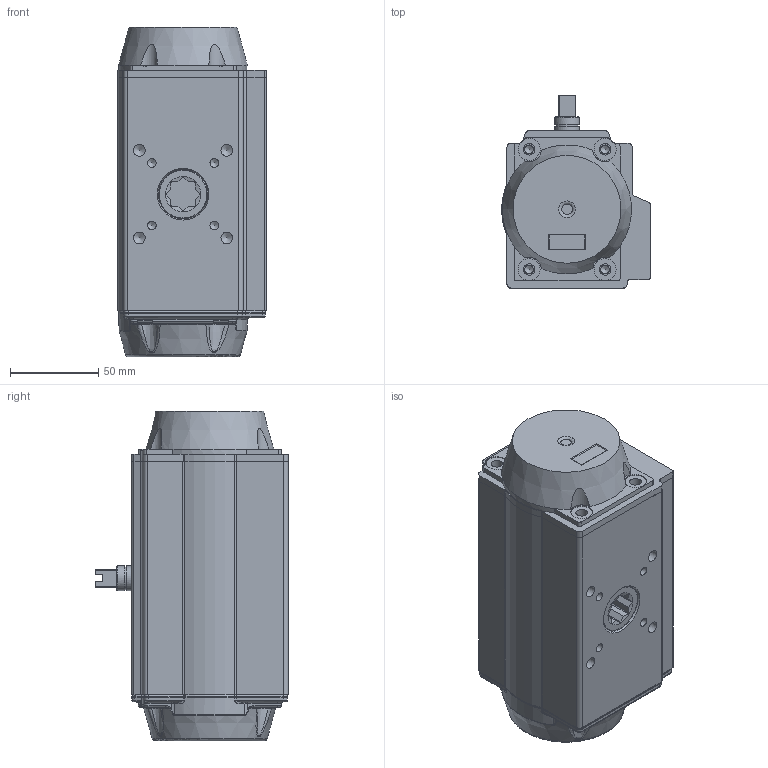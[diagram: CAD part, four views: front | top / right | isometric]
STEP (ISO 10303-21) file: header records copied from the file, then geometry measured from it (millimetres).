
FILE_DESCRIPTION(/* description */ ('Unknown'),/* implementation_level */ '2;1');
FILE_NAME(/* name */ 'PD03_PE02',/* time_stamp */ '2021-10-12T10:07:05+02:00',/* author */ ('Unknown'),/* organization */ ('Unknown'),/* preprocessor_version */ 'ST-DEVELOPER v16.7',/* originating_system */ 'Solid Edge',/* authorisation */ 'Unknown');
FILE_SCHEMA (('AUTOMOTIVE_DESIGN {1 0 10303 214 3 1 1}'));
Products named in the file (6): PD03_PE02; vt65-2016-06-25; ____65______ ______; VT65_____________MIR; zhou65; VTE65____
Assembly tree (6 placements, depth 2):
  PD03_PE02
    vt65-2016-06-25
    ____65______ ______  x2
    VT65_____________MIR
    zhou65
    VTE65____
Bounding box: 83.89 x 109.03 x 186.5 mm (x, y, z)
Volume: 674388.8 mm3; surface area: 195225.3 mm2
Topology: 6 solids, 6 shells, 1645 faces, 4139 edges, 2574 vertices
Faces by surface type: cylinder 501, plane 479, bspline 316, torus 212, cone 113, sphere 24
Full cylindrical faces by diameter (mm): 4.134 x8, 4.917 x15, 5 x1, 6.5 x4, 6.647 x4, 10 x8, 11 x1, 11.4 x1, 11.445 x2, 12 x1, 12.5 x2, 12.9 x1, 13 x2, 14 x5, 15 x1, 16.2 x18, 17 x2, 20 x2, 22.5 x1, 24.2 x1, 24.4 x1, 28 x4, 56 x2, 58.5 x2, 60 x2, 64 x6, 65 x2, 69 x1
Entity records: 49626 total; most frequent: CARTESIAN_POINT 21134, ORIENTED_EDGE 6148, DIRECTION 5214, EDGE_CURVE 3074, AXIS2_PLACEMENT_3D 2075, VERTEX_POINT 2050, FACE_BOUND 1652, EDGE_LOOP 1632
